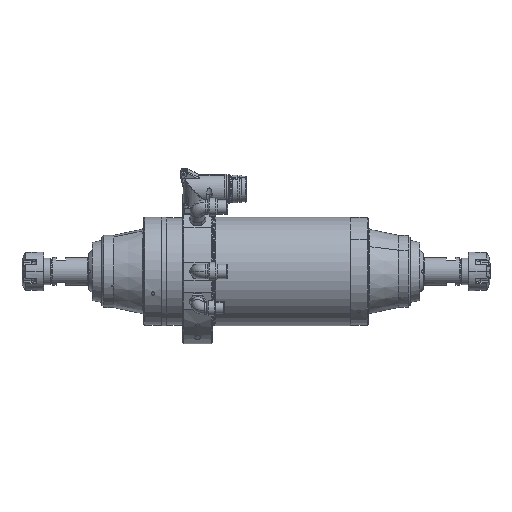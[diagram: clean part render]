
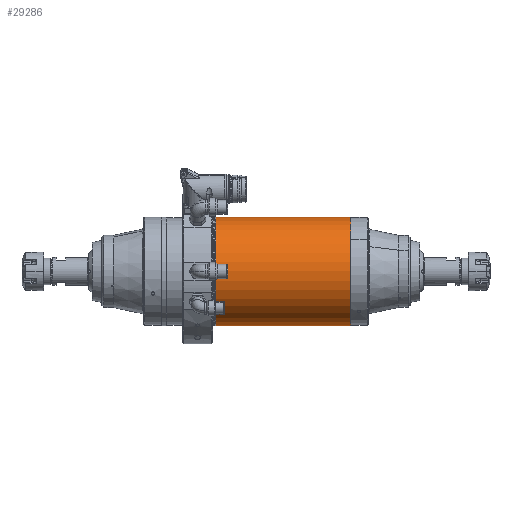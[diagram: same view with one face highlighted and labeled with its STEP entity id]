
A CAD part, front view. The second image highlights one B-rep face of the part: STEP entity #29286.
In plain terms, the highlighted cylindrical face has radius 45 mm (diameter 90 mm), a partial arc.
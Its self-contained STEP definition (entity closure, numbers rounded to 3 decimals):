
#1240 = DIRECTION ( 'NONE',  ( 0., 0., 1. ) ) ;
#1303 = DIRECTION ( 'NONE',  ( -1., 0., 0. ) ) ;
#1304 = CARTESIAN_POINT ( 'NONE',  ( 62.279, 0., -45. ) ) ;
#1397 = DIRECTION ( 'NONE',  ( -1., 0., 0. ) ) ;
#1398 = CARTESIAN_POINT ( 'NONE',  ( 62.279, 0., 45. ) ) ;
#1879 = DIRECTION ( 'NONE',  ( -1., 0., 0. ) ) ;
#1950 = CARTESIAN_POINT ( 'NONE',  ( 262.5, 0., 0. ) ) ;
#4690 = CARTESIAN_POINT ( 'NONE',  ( 150.5, 0., -45. ) ) ;
#4691 = CARTESIAN_POINT ( 'NONE',  ( 150.5, 0., 45. ) ) ;
#4695 = CARTESIAN_POINT ( 'NONE',  ( 262.5, 0., -45. ) ) ;
#4731 = CARTESIAN_POINT ( 'NONE',  ( 262.5, 0., 45. ) ) ;
#6641 = CYLINDRICAL_SURFACE ( 'NONE', #16446, 45. ) ;
#6711 = FACE_OUTER_BOUND ( 'NONE', #10043, .T. ) ;
#10043 = EDGE_LOOP ( 'NONE', ( #28224, #28222, #28221, #28219 ) ) ;
#12764 = AXIS2_PLACEMENT_3D ( 'NONE', #22372, #22377, #22602 ) ;
#13535 = CIRCLE ( 'NONE', #12764, 45. ) ;
#13747 = CIRCLE ( 'NONE', #19431, 45. ) ;
#14016 = LINE ( 'NONE', #1304, #14069 ) ;
#14022 = LINE ( 'NONE', #1398, #14023 ) ;
#14023 = VECTOR ( 'NONE', #1397, 1000. ) ;
#14069 = VECTOR ( 'NONE', #1303, 1000. ) ;
#16446 = AXIS2_PLACEMENT_3D ( 'NONE', #17533, #17531, #17529 ) ;
#17529 = DIRECTION ( 'NONE',  ( 0., 0., 1. ) ) ;
#17531 = DIRECTION ( 'NONE',  ( -1., 0., 0. ) ) ;
#17533 = CARTESIAN_POINT ( 'NONE',  ( 62.279, 0., 0. ) ) ;
#18980 = EDGE_CURVE ( 'NONE', #26345, #26344, #13535, .T. ) ;
#19123 = EDGE_CURVE ( 'NONE', #26349, #26385, #13747, .T. ) ;
#19231 = EDGE_CURVE ( 'NONE', #26349, #26344, #14016, .T. ) ;
#19237 = EDGE_CURVE ( 'NONE', #26385, #26345, #14022, .T. ) ;
#19431 = AXIS2_PLACEMENT_3D ( 'NONE', #1950, #1879, #1240 ) ;
#22372 = CARTESIAN_POINT ( 'NONE',  ( 150.5, 0., 0. ) ) ;
#22377 = DIRECTION ( 'NONE',  ( 1., 0., 0. ) ) ;
#22602 = DIRECTION ( 'NONE',  ( 0., 0., -1. ) ) ;
#26344 = VERTEX_POINT ( 'NONE', #4690 ) ;
#26345 = VERTEX_POINT ( 'NONE', #4691 ) ;
#26349 = VERTEX_POINT ( 'NONE', #4695 ) ;
#26385 = VERTEX_POINT ( 'NONE', #4731 ) ;
#28219 = ORIENTED_EDGE ( 'NONE', *, *, #18980, .T. ) ;
#28221 = ORIENTED_EDGE ( 'NONE', *, *, #19237, .T. ) ;
#28222 = ORIENTED_EDGE ( 'NONE', *, *, #19123, .T. ) ;
#28224 = ORIENTED_EDGE ( 'NONE', *, *, #19231, .F. ) ;
#29286 = ADVANCED_FACE ( 'NONE', ( #6711 ), #6641, .T. ) ;
